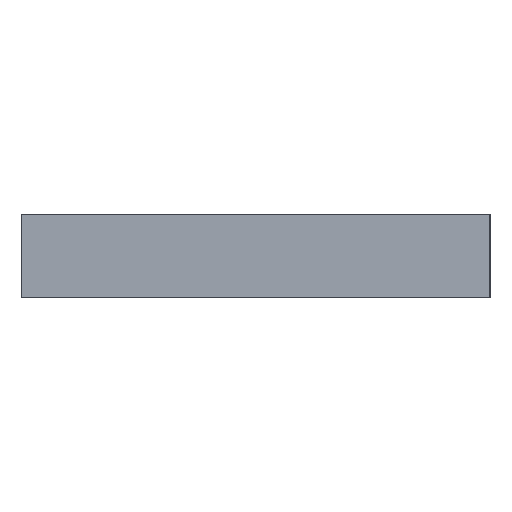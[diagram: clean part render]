
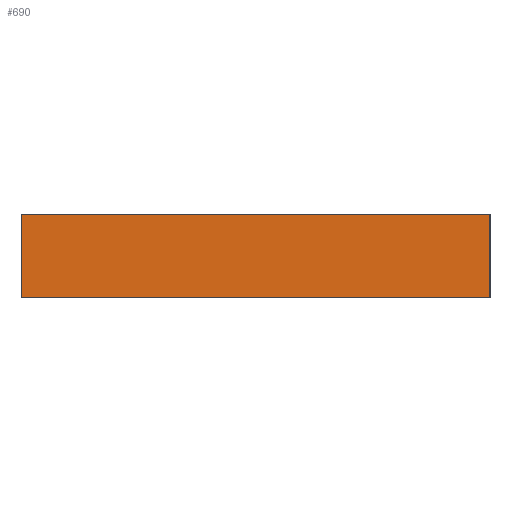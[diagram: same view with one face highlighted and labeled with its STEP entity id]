
A CAD part, left-side view. The second image highlights one B-rep face of the part: STEP entity #690.
In plain terms, the highlighted planar face has unit normal (-1, 0, 0).
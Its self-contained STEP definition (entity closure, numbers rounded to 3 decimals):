
#66=FACE_OUTER_BOUND('',#111,.T.);
#111=EDGE_LOOP('',(#600,#601,#602,#603));
#186=LINE('',#1101,#270);
#192=LINE('',#1112,#276);
#195=LINE('',#1117,#279);
#196=LINE('',#1119,#280);
#270=VECTOR('',#904,10.);
#276=VECTOR('',#914,10.);
#279=VECTOR('',#919,10.);
#280=VECTOR('',#922,10.);
#339=VERTEX_POINT('',#1099);
#340=VERTEX_POINT('',#1100);
#343=VERTEX_POINT('',#1111);
#344=VERTEX_POINT('',#1115);
#423=EDGE_CURVE('',#339,#340,#186,.T.);
#429=EDGE_CURVE('',#343,#340,#192,.T.);
#432=EDGE_CURVE('',#339,#344,#195,.T.);
#433=EDGE_CURVE('',#343,#344,#196,.T.);
#600=ORIENTED_EDGE('',*,*,#432,.T.);
#601=ORIENTED_EDGE('',*,*,#433,.F.);
#602=ORIENTED_EDGE('',*,*,#429,.T.);
#603=ORIENTED_EDGE('',*,*,#423,.F.);
#651=PLANE('',#751);
#690=ADVANCED_FACE('',(#66),#651,.T.);
#751=AXIS2_PLACEMENT_3D('',#1118,#920,#921);
#904=DIRECTION('',(0.,-1.,0.));
#914=DIRECTION('',(0.,0.,1.));
#919=DIRECTION('',(0.,0.,-1.));
#920=DIRECTION('center_axis',(-1.,0.,0.));
#921=DIRECTION('ref_axis',(0.,1.,0.));
#922=DIRECTION('',(0.,1.,0.));
#1099=CARTESIAN_POINT('',(-61.,43.385,-5.));
#1100=CARTESIAN_POINT('',(-61.,-7.,-5.));
#1101=CARTESIAN_POINT('',(-61.,43.385,-5.));
#1111=CARTESIAN_POINT('',(-61.,-7.,-14.));
#1112=CARTESIAN_POINT('',(-61.,-7.,-10.));
#1115=CARTESIAN_POINT('',(-61.,43.385,-14.));
#1117=CARTESIAN_POINT('',(-61.,43.385,-10.));
#1118=CARTESIAN_POINT('Origin',(-61.,-7.,-10.));
#1119=CARTESIAN_POINT('',(-61.,43.385,-14.));
